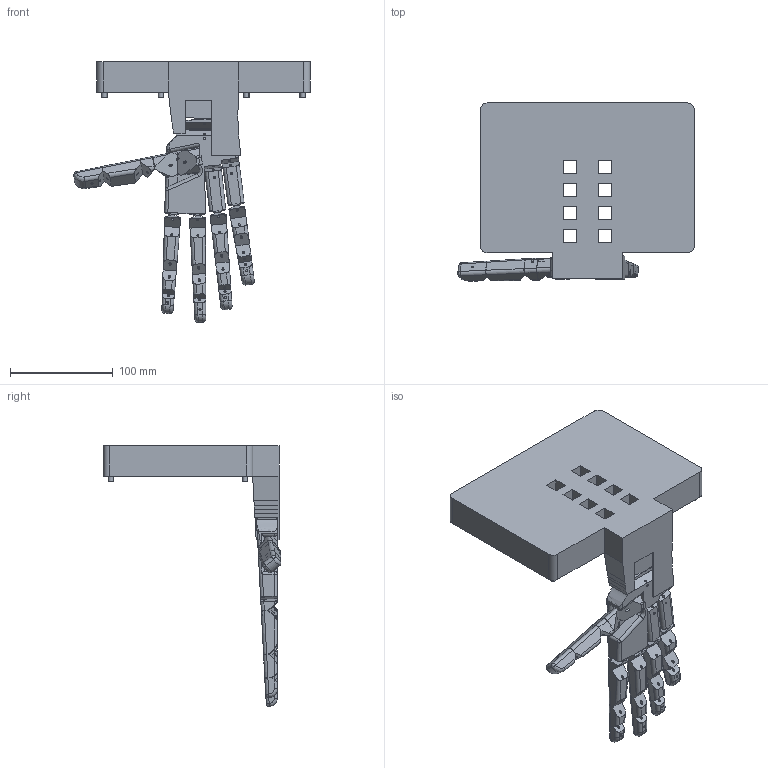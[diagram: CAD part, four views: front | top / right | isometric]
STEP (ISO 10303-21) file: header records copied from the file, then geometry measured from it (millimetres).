
FILE_DESCRIPTION(/* description */ ('STEP AP242','CAx-IF Rec.Pracs.---Representation and Presentation of Product Manufacturing Information (PMI)---4.0---2014-10-13','CAx-IF Rec.Pracs.---3D Tessellated Geometry---0.4---2014-09-14','2;1'),/* implementation_level */ '2;1');
FILE_NAME(/* name */ '6848d50c83d04e65c31bc9c8',/* time_stamp */ '2025-06-11T01:00:00Z',/* author */ (''),/* organization */ (''),/* preprocessor_version */ 'ST-DEVELOPER v20',/* originating_system */ 'ONSHAPE BY PTC INC, 1.199',/* authorisation */ ' ');
FILE_SCHEMA (('AP242_MANAGED_MODEL_BASED_3D_ENGINEERING_MIM_LF { 1 0 10303 442 1 1 4 }'));
Length unit declared in the file: metre
Products named in the file (8): Middle Finger; Thumb; Forearm; Pinky Finger; Ring Finger; Mount; Index Finger; Palm
Bounding box: 230.56 x 173.51 x 254.39 mm (x, y, z)
Volume: 1121973.9 mm3; surface area: 191545 mm2
Topology: 8 solids, 8 shells, 852 faces, 2787 edges, 1835 vertices
Faces by surface type: cylinder 330, plane 316, bspline 197, sphere 8, torus 1
Full cylindrical faces by diameter (mm): 2.031 x26, 2.032 x81, 2.5 x8, 5 x8
Entity records: 38804 total; most frequent: CARTESIAN_POINT 16913, ORIENTED_EDGE 4488, DIRECTION 3948, EDGE_CURVE 2244, VERTEX_POINT 1615, EDGE_LOOP 1549, FACE_BOUND 1549, AXIS2_PLACEMENT_3D 1480
